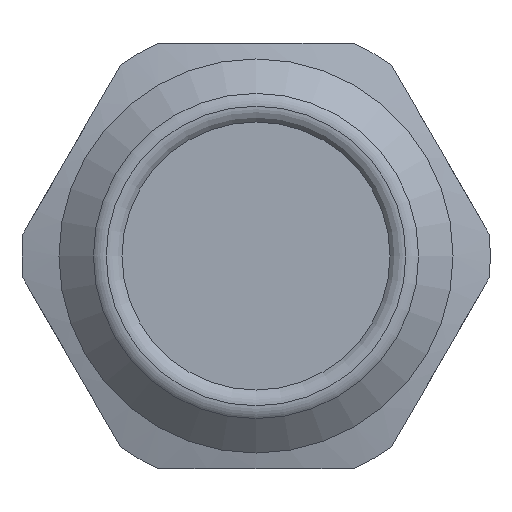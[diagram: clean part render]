
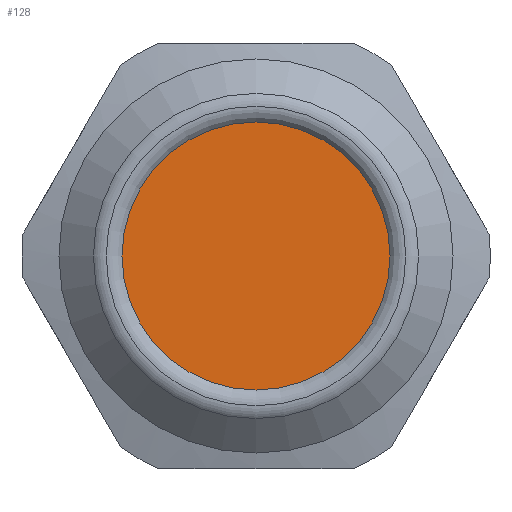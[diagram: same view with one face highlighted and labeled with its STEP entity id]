
A CAD part, left-side view. The second image highlights one B-rep face of the part: STEP entity #128.
In plain terms, the highlighted planar face has unit normal (-1, 0, 0).
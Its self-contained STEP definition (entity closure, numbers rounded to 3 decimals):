
#128 = ADVANCED_FACE( '', ( #277 ), #278, .F. );
#277 = FACE_OUTER_BOUND( '', #444, .T. );
#278 = PLANE( '', #445 );
#444 = EDGE_LOOP( '', ( #764 ) );
#445 = AXIS2_PLACEMENT_3D( '', #765, #766, #767 );
#764 = ORIENTED_EDGE( '', *, *, #1081, .F. );
#765 = CARTESIAN_POINT( '', ( 0.5, 0., 0. ) );
#766 = DIRECTION( '', ( 1., 0., 0. ) );
#767 = DIRECTION( '', ( 0., 0., -1. ) );
#1081 = EDGE_CURVE( '', #1324, #1324, #1325, .T. );
#1324 = VERTEX_POINT( '', #1702 );
#1325 = CIRCLE( '', #1703, 8.5 );
#1702 = CARTESIAN_POINT( '', ( 0.5, 0., -8.5 ) );
#1703 = AXIS2_PLACEMENT_3D( '', #1920, #1921, #1922 );
#1920 = CARTESIAN_POINT( '', ( 0.5, 0., 0. ) );
#1921 = DIRECTION( '', ( 1., 0., 0. ) );
#1922 = DIRECTION( '', ( 0., 0., -1. ) );
